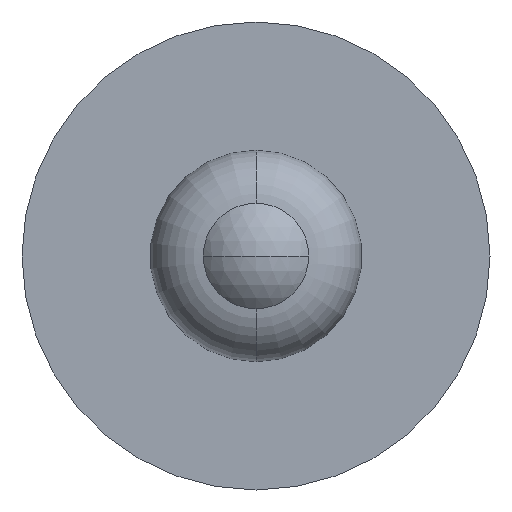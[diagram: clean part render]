
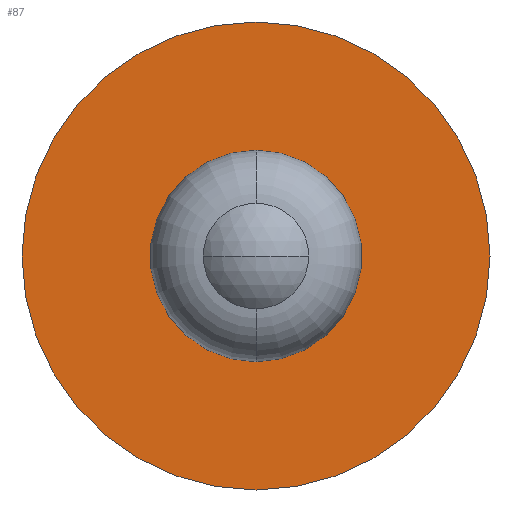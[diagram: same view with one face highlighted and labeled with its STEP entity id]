
A CAD part, front view. The second image highlights one B-rep face of the part: STEP entity #87.
In plain terms, the highlighted planar face has unit normal (0, -1, 0).
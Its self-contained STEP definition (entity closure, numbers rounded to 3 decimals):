
#10 = CARTESIAN_POINT ( 'NONE',  ( 0., 11.9, 0. ) ) ;
#25 = CARTESIAN_POINT ( 'NONE',  ( 0., 11.9, 2.525 ) ) ;
#31 = DIRECTION ( 'NONE',  ( 0., 0., -1. ) ) ;
#32 = FACE_OUTER_BOUND ( 'NONE', #235, .T. ) ;
#36 = VERTEX_POINT ( 'NONE', #227 ) ;
#41 = CIRCLE ( 'NONE', #304, 8.065 ) ;
#43 = DIRECTION ( 'NONE',  ( 0., -1., 0. ) ) ;
#45 = ORIENTED_EDGE ( 'NONE', *, *, #136, .T. ) ;
#46 = PLANE ( 'NONE',  #79 ) ;
#47 = DIRECTION ( 'NONE',  ( 0., -1., 0. ) ) ;
#49 = CARTESIAN_POINT ( 'NONE',  ( 0., 11.9, -2.525 ) ) ;
#63 = AXIS2_PLACEMENT_3D ( 'NONE', #10, #371, #150 ) ;
#79 = AXIS2_PLACEMENT_3D ( 'NONE', #276, #98, #278 ) ;
#87 = ADVANCED_FACE ( 'NONE', ( #32, #147 ), #46, .T. ) ;
#88 = VERTEX_POINT ( 'NONE', #49 ) ;
#98 = DIRECTION ( 'NONE',  ( 0., -1., 0. ) ) ;
#101 = CIRCLE ( 'NONE', #63, 2.525 ) ;
#106 = EDGE_CURVE ( 'NONE', #88, #240, #101, .T. ) ;
#118 = EDGE_CURVE ( 'NONE', #240, #88, #224, .T. ) ;
#136 = EDGE_CURVE ( 'NONE', #36, #148, #363, .T. ) ;
#147 = FACE_BOUND ( 'NONE', #165, .T. ) ;
#148 = VERTEX_POINT ( 'NONE', #208 ) ;
#150 = DIRECTION ( 'NONE',  ( 0., 0., -1. ) ) ;
#159 = CARTESIAN_POINT ( 'NONE',  ( 0., 11.9, 0. ) ) ;
#165 = EDGE_LOOP ( 'NONE', ( #281, #207 ) ) ;
#167 = AXIS2_PLACEMENT_3D ( 'NONE', #339, #47, #31 ) ;
#202 = ORIENTED_EDGE ( 'NONE', *, *, #283, .T. ) ;
#207 = ORIENTED_EDGE ( 'NONE', *, *, #118, .F. ) ;
#208 = CARTESIAN_POINT ( 'NONE',  ( 0., 11.9, 8.065 ) ) ;
#224 = CIRCLE ( 'NONE', #232, 2.525 ) ;
#227 = CARTESIAN_POINT ( 'NONE',  ( 0., 11.9, -8.065 ) ) ;
#232 = AXIS2_PLACEMENT_3D ( 'NONE', #159, #43, #354 ) ;
#235 = EDGE_LOOP ( 'NONE', ( #45, #202 ) ) ;
#240 = VERTEX_POINT ( 'NONE', #25 ) ;
#248 = CARTESIAN_POINT ( 'NONE',  ( 0., 11.9, 0. ) ) ;
#276 = CARTESIAN_POINT ( 'NONE',  ( 2.525, 11.9, 0. ) ) ;
#278 = DIRECTION ( 'NONE',  ( 0., 0., -1. ) ) ;
#281 = ORIENTED_EDGE ( 'NONE', *, *, #106, .F. ) ;
#283 = EDGE_CURVE ( 'NONE', #148, #36, #41, .T. ) ;
#304 = AXIS2_PLACEMENT_3D ( 'NONE', #248, #341, #310 ) ;
#310 = DIRECTION ( 'NONE',  ( 0., 0., -1. ) ) ;
#339 = CARTESIAN_POINT ( 'NONE',  ( 0., 11.9, 0. ) ) ;
#341 = DIRECTION ( 'NONE',  ( 0., -1., 0. ) ) ;
#354 = DIRECTION ( 'NONE',  ( 0., 0., -1. ) ) ;
#363 = CIRCLE ( 'NONE', #167, 8.065 ) ;
#371 = DIRECTION ( 'NONE',  ( 0., -1., 0. ) ) ;
